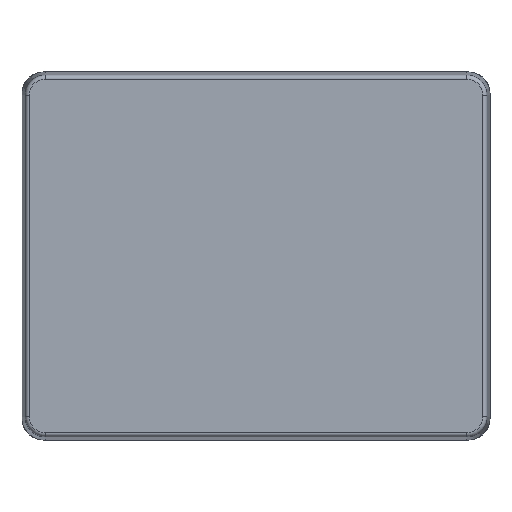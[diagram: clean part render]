
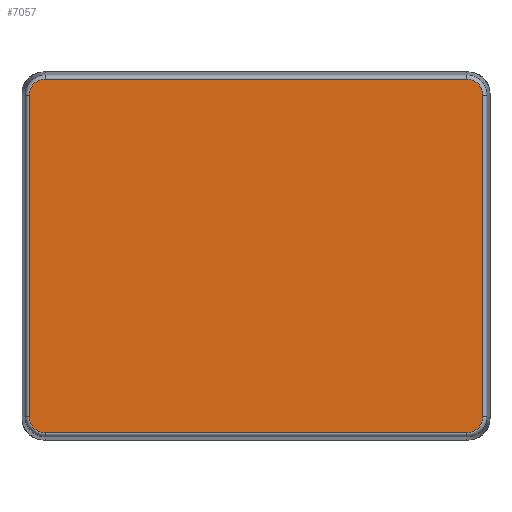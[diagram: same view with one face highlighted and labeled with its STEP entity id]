
A CAD part, front view. The second image highlights one B-rep face of the part: STEP entity #7057.
In plain terms, the highlighted face is planar.
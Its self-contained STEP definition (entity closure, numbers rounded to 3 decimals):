
#576=PLANE('',#7560);
#1131=LINE('',#12437,#1754);
#1133=LINE('',#12457,#1756);
#1136=LINE('',#12464,#1759);
#1138=LINE('',#12479,#1761);
#1754=VECTOR('',#8798,10.);
#1756=VECTOR('',#8822,10.);
#1759=VECTOR('',#8829,10.);
#1761=VECTOR('',#8849,10.);
#2264=FACE_OUTER_BOUND('',#2689,.T.);
#2689=EDGE_LOOP('',(#6170,#6171,#6172,#6173,#6174,#6175,#6176,#6177));
#2884=CIRCLE('',#7535,4.19);
#2888=CIRCLE('',#7540,4.19);
#2892=CIRCLE('',#7547,4.19);
#2896=CIRCLE('',#7552,4.19);
#3456=VERTEX_POINT('',#12434);
#3457=VERTEX_POINT('',#12436);
#3460=VERTEX_POINT('',#12443);
#3461=VERTEX_POINT('',#12448);
#3464=VERTEX_POINT('',#12455);
#3465=VERTEX_POINT('',#12460);
#3468=VERTEX_POINT('',#12467);
#3469=VERTEX_POINT('',#12472);
#4384=EDGE_CURVE('',#3456,#3457,#1131,.T.);
#4388=EDGE_CURVE('',#3460,#3456,#2884,.T.);
#4392=EDGE_CURVE('',#3457,#3461,#2888,.T.);
#4394=EDGE_CURVE('',#3464,#3460,#1133,.T.);
#4398=EDGE_CURVE('',#3461,#3465,#1136,.T.);
#4400=EDGE_CURVE('',#3468,#3464,#2892,.T.);
#4404=EDGE_CURVE('',#3465,#3469,#2896,.T.);
#4406=EDGE_CURVE('',#3469,#3468,#1138,.T.);
#6170=ORIENTED_EDGE('',*,*,#4384,.F.);
#6171=ORIENTED_EDGE('',*,*,#4388,.F.);
#6172=ORIENTED_EDGE('',*,*,#4394,.F.);
#6173=ORIENTED_EDGE('',*,*,#4400,.F.);
#6174=ORIENTED_EDGE('',*,*,#4406,.F.);
#6175=ORIENTED_EDGE('',*,*,#4404,.F.);
#6176=ORIENTED_EDGE('',*,*,#4398,.F.);
#6177=ORIENTED_EDGE('',*,*,#4392,.F.);
#7057=ADVANCED_FACE('',(#2264),#576,.F.);
#7535=AXIS2_PLACEMENT_3D('',#12445,#8806,#8807);
#7540=AXIS2_PLACEMENT_3D('',#12452,#8816,#8817);
#7547=AXIS2_PLACEMENT_3D('',#12469,#8834,#8835);
#7552=AXIS2_PLACEMENT_3D('',#12476,#8844,#8845);
#7560=AXIS2_PLACEMENT_3D('',#12498,#8869,#8870);
#8798=DIRECTION('',(0.,1.,0.));
#8806=DIRECTION('center_axis',(0.,0.,1.));
#8807=DIRECTION('ref_axis',(0.707,-0.707,0.));
#8816=DIRECTION('center_axis',(0.,0.,1.));
#8817=DIRECTION('ref_axis',(0.707,0.707,0.));
#8822=DIRECTION('',(1.,0.,0.));
#8829=DIRECTION('',(-1.,0.,0.));
#8834=DIRECTION('center_axis',(0.,0.,1.));
#8835=DIRECTION('ref_axis',(-0.707,-0.707,0.));
#8844=DIRECTION('center_axis',(0.,0.,1.));
#8845=DIRECTION('ref_axis',(-0.707,0.707,0.));
#8849=DIRECTION('',(0.,-1.,0.));
#8869=DIRECTION('center_axis',(0.,0.,1.));
#8870=DIRECTION('ref_axis',(1.,0.,0.));
#12434=CARTESIAN_POINT('',(57.94,-41.,-38.1));
#12436=CARTESIAN_POINT('',(57.94,41.,-38.1));
#12437=CARTESIAN_POINT('',(57.94,-20.5,-38.1));
#12443=CARTESIAN_POINT('',(53.75,-45.19,-38.1));
#12445=CARTESIAN_POINT('Origin',(53.75,-41.,-38.1));
#12448=CARTESIAN_POINT('',(53.75,45.19,-38.1));
#12452=CARTESIAN_POINT('Origin',(53.75,41.,-38.1));
#12455=CARTESIAN_POINT('',(-53.75,-45.19,-38.1));
#12457=CARTESIAN_POINT('',(-26.875,-45.19,-38.1));
#12460=CARTESIAN_POINT('',(-53.75,45.19,-38.1));
#12464=CARTESIAN_POINT('',(26.875,45.19,-38.1));
#12467=CARTESIAN_POINT('',(-57.94,-41.,-38.1));
#12469=CARTESIAN_POINT('Origin',(-53.75,-41.,-38.1));
#12472=CARTESIAN_POINT('',(-57.94,41.,-38.1));
#12476=CARTESIAN_POINT('Origin',(-53.75,41.,-38.1));
#12479=CARTESIAN_POINT('',(-57.94,20.5,-38.1));
#12498=CARTESIAN_POINT('Origin',(0.,0.,-38.1));
